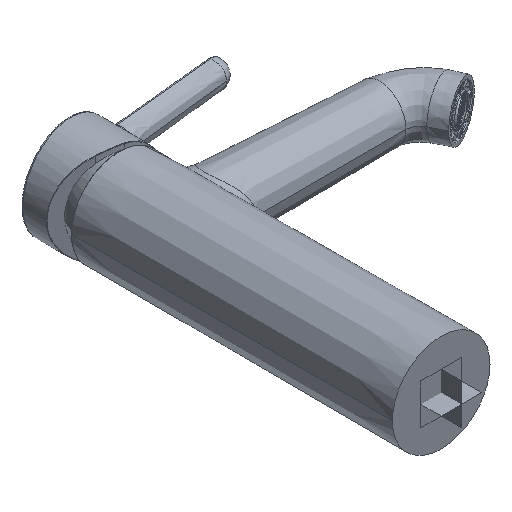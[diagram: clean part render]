
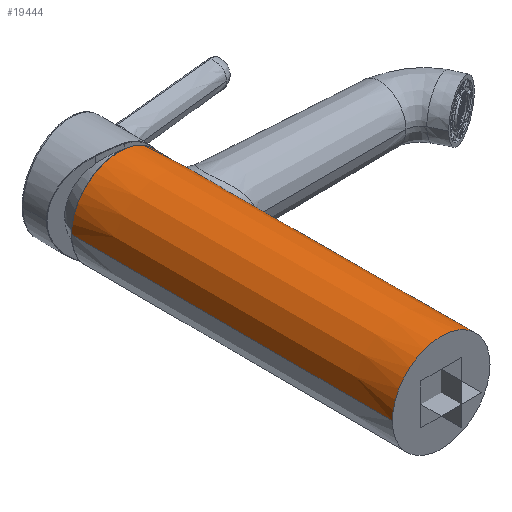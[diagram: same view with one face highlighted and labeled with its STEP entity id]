
A CAD part, isometric view. The second image highlights one B-rep face of the part: STEP entity #19444.
In plain terms, the highlighted conical face has half-angle 0.181 degrees and reference radius 23.75 mm.
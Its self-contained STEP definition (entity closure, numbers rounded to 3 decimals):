
#173=CARTESIAN_POINT('',(0.,158.301,
0.));
#174=DIRECTION('',(0.,-1.,0.));
#175=DIRECTION('',(1.,0.,0.));
#176=AXIS2_PLACEMENT_3D('',#173,#174,#175);
#193=DIRECTION('',(0.003,1.,0.));
#194=VECTOR('',#193,119.053);
#195=CARTESIAN_POINT('',(-23.876,39.248,
0.));
#196=LINE('',#195,#194);
#197=DIRECTION('',(-0.003,-1.,0.));
#198=VECTOR('',#197,10.145);
#199=CARTESIAN_POINT('',(-23.876,39.248,
0.));
#200=LINE('',#199,#198);
#201=DIRECTION('',(0.003,1.,0.));
#202=VECTOR('',#201,29.103);
#203=CARTESIAN_POINT('',(-24.,0.,
0.));
#204=LINE('',#203,#202);
#205=DIRECTION('',(0.003,-1.,0.));
#206=VECTOR('',#205,1.071);
#207=CARTESIAN_POINT('',(23.501,158.301,0.));
#208=LINE('',#207,#206);
#209=DIRECTION('',(0.003,-1.,0.));
#210=VECTOR('',#209,114.485);
#211=CARTESIAN_POINT('',(23.639,114.485,0.));
#212=LINE('',#211,#210);
#213=CARTESIAN_POINT('',(23.639,114.485,0.));
#214=CARTESIAN_POINT('',(23.639,114.487,0.937));
#215=CARTESIAN_POINT('',(23.521,114.692,2.812));
#216=CARTESIAN_POINT('',(23.063,115.499,5.431));
#217=CARTESIAN_POINT('',(22.182,117.104,8.31));
#218=CARTESIAN_POINT('',(21.11,119.146,10.728));
#219=CARTESIAN_POINT('',(19.575,122.306,13.319));
#220=CARTESIAN_POINT('',(17.951,126.322,15.374));
#221=CARTESIAN_POINT('',(16.751,130.388,16.624));
#222=CARTESIAN_POINT('',(16.095,134.98,17.225));
#223=CARTESIAN_POINT('',(16.278,139.289,17.036));
#224=CARTESIAN_POINT('',(17.097,143.341,16.218));
#225=CARTESIAN_POINT('',(18.455,147.326,14.67));
#226=CARTESIAN_POINT('',(20.07,150.942,12.409));
#227=CARTESIAN_POINT('',(21.684,154.047,9.325));
#228=CARTESIAN_POINT('',(22.788,156.006,6.073));
#229=CARTESIAN_POINT('',(23.379,157.011,3.003));
#230=CARTESIAN_POINT('',(23.504,157.241,0.983));
#231=CARTESIAN_POINT('',(23.504,157.229,0.));
#241=CARTESIAN_POINT('',(23.504,157.229,0.));
#10008=CARTESIAN_POINT('',(0.,0.,0.));
#10009=DIRECTION('',(0.,1.,0.));
#10010=DIRECTION('',(-1.,0.,0.));
#10011=AXIS2_PLACEMENT_3D('',#10008,#10009,#10010);
#16876=CARTESIAN_POINT('',(23.501,158.301,
0.));
#16877=VERTEX_POINT('',#16876);
#16878=CARTESIAN_POINT('',(-23.501,158.301,
0.));
#16879=VERTEX_POINT('',#16878);
#16880=CARTESIAN_POINT('',(24.,0.,
0.));
#16881=CARTESIAN_POINT('',(-24.,0.,
0.));
#16882=VERTEX_POINT('',#16880);
#16883=VERTEX_POINT('',#16881);
#16884=CARTESIAN_POINT('',(23.639,114.485,
0.));
#16885=VERTEX_POINT('',#16884);
#16886=VERTEX_POINT('',#241);
#19060=CARTESIAN_POINT('',(-23.908,29.103,
0.));
#19061=VERTEX_POINT('',#19060);
#19062=CARTESIAN_POINT('',(-23.876,39.248,
0.));
#19063=VERTEX_POINT('',#19062);
#19427=CARTESIAN_POINT('',(0.,79.15,0.));
#19428=DIRECTION('',(0.,-1.,0.));
#19429=DIRECTION('',(0.998,0.,0.063));
#19430=AXIS2_PLACEMENT_3D('',#19427,#19428,#19429);
#19431=CONICAL_SURFACE('',#19430,23.75,0.181);
#19432=ORIENTED_EDGE('',*,*,#19406,.T.);
#19433=ORIENTED_EDGE('',*,*,#19404,.F.);
#19434=ORIENTED_EDGE('',*,*,#19402,.T.);
#19435=ORIENTED_EDGE('',*,*,#19363,.F.);
#19436=ORIENTED_EDGE('',*,*,#19414,.T.);
#19438=ORIENTED_EDGE('',*,*,#19437,.F.);
#19439=ORIENTED_EDGE('',*,*,#19410,.T.);
#19441=ORIENTED_EDGE('',*,*,#19440,.F.);
#19442=EDGE_LOOP('',(#19432,#19433,#19434,#19435,#19436,#19438,#19439,#19441));
#19443=FACE_OUTER_BOUND('',#19442,.F.);
#177=CIRCLE('',#176,23.501);
#232=B_SPLINE_CURVE_WITH_KNOTS('',3,(#213,#214,#215,#216,#217,#218,#219,#220,
#221,#222,#223,#224,#225,#226,#227,#228,#229,#230,#231),.UNSPECIFIED.,.F.,.F.,
(4,1,1,1,1,1,1,1,1,1,1,1,1,1,1,1,4),(0.,0.063,0.125,0.188,0.25,
0.313,0.375,0.438,0.5,0.563,0.625,0.688,0.75,0.813,
0.875,0.938,1.),.UNSPECIFIED.);
#10012=CIRCLE('',#10011,24.);
#19363=EDGE_CURVE('',#16877,#16879,#177,.T.);
#19402=EDGE_CURVE('',#19063,#16879,#196,.T.);
#19404=EDGE_CURVE('',#19063,#19061,#200,.T.);
#19406=EDGE_CURVE('',#16883,#19061,#204,.T.);
#19410=EDGE_CURVE('',#16885,#16882,#212,.T.);
#19414=EDGE_CURVE('',#16877,#16886,#208,.T.);
#19437=EDGE_CURVE('',#16885,#16886,#232,.T.);
#19440=EDGE_CURVE('',#16883,#16882,#10012,.T.);
#19444=ADVANCED_FACE('',(#19443),#19431,.T.);
